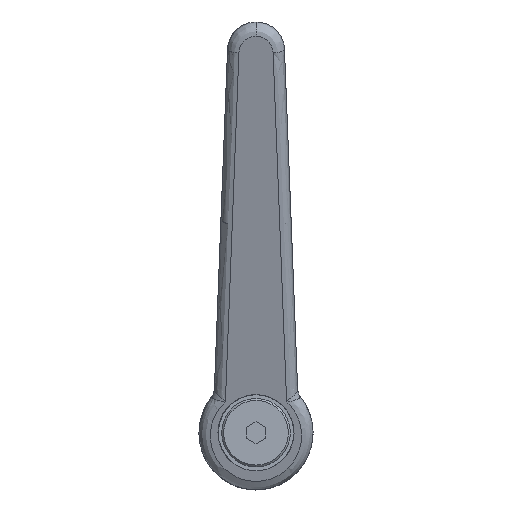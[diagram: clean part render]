
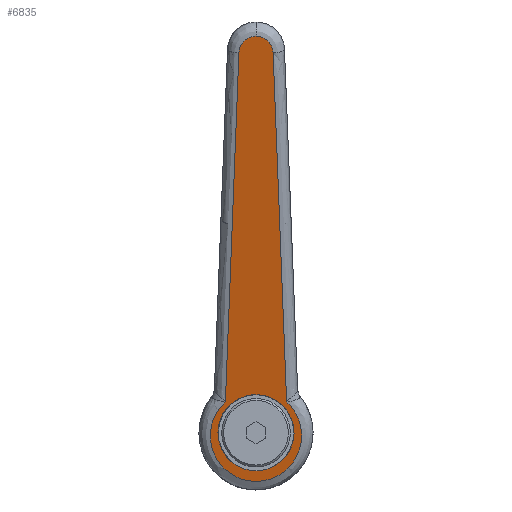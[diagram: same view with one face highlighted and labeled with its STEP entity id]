
A CAD part, top view. The second image highlights one B-rep face of the part: STEP entity #6835.
In plain terms, the highlighted free-form (B-spline) face has degree [1, 1] with [2, 2] control points.
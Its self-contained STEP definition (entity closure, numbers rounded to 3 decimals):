
#1838=CARTESIAN_POINT('',(-0.087,-10.,47.912));
#1839=VERTEX_POINT('',#1838);
#1845=CARTESIAN_POINT('',(10.,0.,50.618));
#1846=VERTEX_POINT('',#1845);
#1847=CARTESIAN_POINT('',(10.,0.,50.618));
#1848=CARTESIAN_POINT('',(10.,-10.,50.618));
#1849=CARTESIAN_POINT('',(0.,-10.0,47.935));
#1850=CARTESIAN_POINT('',(-0.044,-10.0,47.924));
#1851=CARTESIAN_POINT('',(-0.087,-10.,47.912));
#1859=(BOUNDED_CURVE()B_SPLINE_CURVE(2,(#1847,#1848,#1849,#1850,#1851),.UNSPECIFIED.,.F.,.U.)B_SPLINE_CURVE_WITH_KNOTS((3,2,3),(0.5,0.75,0.752),.UNSPECIFIED.)CURVE()GEOMETRIC_REPRESENTATION_ITEM()RATIONAL_B_SPLINE_CURVE((1.0,0.707,1.0,0.998,0.996))REPRESENTATION_ITEM(''));
#1860=EDGE_CURVE('',#1846,#1839,#1859,.T.);
#1862=CARTESIAN_POINT('',(-1.659,9.861,47.49));
#1863=VERTEX_POINT('',#1862);
#1864=CARTESIAN_POINT('',(-1.659,9.861,47.49));
#1865=CARTESIAN_POINT('',(-0.835,10.,47.711));
#1866=CARTESIAN_POINT('',(0.,10.0,47.935));
#1867=CARTESIAN_POINT('',(10.,10.,50.618));
#1868=CARTESIAN_POINT('',(10.,0.,50.618));
#1876=(BOUNDED_CURVE()B_SPLINE_CURVE(2,(#1864,#1865,#1866,#1867,#1868),.UNSPECIFIED.,.F.,.U.)B_SPLINE_CURVE_WITH_KNOTS((3,2,3),(0.221,0.25,0.5),.UNSPECIFIED.)CURVE()GEOMETRIC_REPRESENTATION_ITEM()RATIONAL_B_SPLINE_CURVE((0.941,0.967,1.0,0.707,1.0))REPRESENTATION_ITEM(''));
#1877=EDGE_CURVE('',#1863,#1846,#1876,.T.);
#1921=CARTESIAN_POINT('',(-10.,0.0,45.252));
#1922=VERTEX_POINT('',#1921);
#1923=CARTESIAN_POINT('',(-10.,0.0,45.252));
#1924=CARTESIAN_POINT('',(-10.,8.458,45.252));
#1925=CARTESIAN_POINT('',(-1.659,9.861,47.49));
#1933=(BOUNDED_CURVE()B_SPLINE_CURVE(2,(#1923,#1924,#1925),.UNSPECIFIED.,.F.,.U.)B_SPLINE_CURVE_WITH_KNOTS((3,3),(0.0,0.221),.UNSPECIFIED.)CURVE()GEOMETRIC_REPRESENTATION_ITEM()RATIONAL_B_SPLINE_CURVE((1.0,0.741,0.941))REPRESENTATION_ITEM(''));
#1934=EDGE_CURVE('',#1922,#1863,#1933,.T.);
#1936=CARTESIAN_POINT('',(-0.087,-10.,47.912));
#1937=CARTESIAN_POINT('',(-10.,-9.913,45.252));
#1938=CARTESIAN_POINT('',(-10.,0.0,45.252));
#1946=(BOUNDED_CURVE()B_SPLINE_CURVE(2,(#1936,#1937,#1938),.UNSPECIFIED.,.F.,.U.)B_SPLINE_CURVE_WITH_KNOTS((3,3),(0.752,1.0),.UNSPECIFIED.)CURVE()GEOMETRIC_REPRESENTATION_ITEM()RATIONAL_B_SPLINE_CURVE((0.996,0.709,1.0))REPRESENTATION_ITEM(''));
#1947=EDGE_CURVE('',#1839,#1922,#1946,.T.);
#4421=CARTESIAN_POINT('',(8.124,8.048,50.115));
#4422=VERTEX_POINT('',#4421);
#4953=CARTESIAN_POINT('',(8.124,-8.048,50.115));
#4954=VERTEX_POINT('',#4953);
#6422=CARTESIAN_POINT('',(8.124,8.048,50.115));
#6423=CARTESIAN_POINT('',(2.599,14.159,48.633));
#6424=CARTESIAN_POINT('',(-5.089,11.199,46.57));
#6425=CARTESIAN_POINT('',(-12.777,8.238,44.507));
#6426=CARTESIAN_POINT('',(-12.777,0.,44.507));
#6427=CARTESIAN_POINT('',(-12.777,-8.238,44.507));
#6428=CARTESIAN_POINT('',(-5.089,-11.199,46.57));
#6429=CARTESIAN_POINT('',(2.599,-14.159,48.633));
#6430=CARTESIAN_POINT('',(8.124,-8.048,50.115));
#6438=(BOUNDED_CURVE()B_SPLINE_CURVE(2,(#6422,#6423,#6424,#6425,#6426,#6427,#6428,#6429,#6430),.UNSPECIFIED.,.F.,.U.)B_SPLINE_CURVE_WITH_KNOTS((3,2,2,2,3),(0.0,0.25,0.5,0.75,1.0),.UNSPECIFIED.)CURVE()GEOMETRIC_REPRESENTATION_ITEM()RATIONAL_B_SPLINE_CURVE((1.0,0.824,1.0,0.824,1.0,0.824,1.0,0.824,1.0))REPRESENTATION_ITEM(''));
#6439=EDGE_CURVE('',#4422,#4954,#6438,.T.);
#6466=CARTESIAN_POINT('',(99.897,4.497,74.737));
#6467=VERTEX_POINT('',#6466);
#6468=CARTESIAN_POINT('',(99.897,4.497,74.737));
#6469=CARTESIAN_POINT('',(8.124,8.048,50.115));
#6470=QUASI_UNIFORM_CURVE('',1,(#6468,#6469),.UNSPECIFIED.,.F.,.U.);
#6471=EDGE_CURVE('',#6467,#4422,#6470,.T.);
#6505=CARTESIAN_POINT('',(99.897,-4.497,74.737));
#6506=VERTEX_POINT('',#6505);
#6507=CARTESIAN_POINT('',(8.124,-8.048,50.115));
#6508=CARTESIAN_POINT('',(99.897,-4.497,74.737));
#6509=QUASI_UNIFORM_CURVE('',1,(#6507,#6508),.UNSPECIFIED.,.F.,.U.);
#6510=EDGE_CURVE('',#4954,#6506,#6509,.T.);
#6582=CARTESIAN_POINT('',(104.223,0.,75.898));
#6583=VERTEX_POINT('',#6582);
#6615=CARTESIAN_POINT('',(104.223,0.,75.898));
#6616=CARTESIAN_POINT('',(104.223,4.329,75.898));
#6617=CARTESIAN_POINT('',(99.897,4.497,74.737));
#6625=(BOUNDED_CURVE()B_SPLINE_CURVE(2,(#6615,#6616,#6617),.UNSPECIFIED.,.F.,.U.)CURVE()GEOMETRIC_REPRESENTATION_ITEM()QUASI_UNIFORM_CURVE()RATIONAL_B_SPLINE_CURVE((1.0,0.721,1.0))REPRESENTATION_ITEM(''));
#6626=EDGE_CURVE('',#6583,#6467,#6625,.T.);
#6690=CARTESIAN_POINT('',(99.897,-4.497,74.737));
#6691=CARTESIAN_POINT('',(104.223,-4.329,75.898));
#6692=CARTESIAN_POINT('',(104.223,0.,75.898));
#6700=(BOUNDED_CURVE()B_SPLINE_CURVE(2,(#6690,#6691,#6692),.UNSPECIFIED.,.F.,.U.)CURVE()GEOMETRIC_REPRESENTATION_ITEM()QUASI_UNIFORM_CURVE()RATIONAL_B_SPLINE_CURVE((1.0,0.721,1.0))REPRESENTATION_ITEM(''));
#6701=EDGE_CURVE('',#6506,#6583,#6700,.T.);
#6817=CARTESIAN_POINT('',(-18.622,-13.189,42.939));
#6818=CARTESIAN_POINT('',(110.067,-13.189,77.465));
#6819=CARTESIAN_POINT('',(-18.622,13.189,42.939));
#6820=CARTESIAN_POINT('',(110.067,13.189,77.465));
#6821=B_SPLINE_SURFACE_WITH_KNOTS('',1,1,((#6817,#6819),(#6818,#6820)),.UNSPECIFIED.,.F.,.F.,.U.,(2,2),(2,2),(0.0,133.239),(0.0,26.378),.UNSPECIFIED.);
#6822=ORIENTED_EDGE('',*,*,#6471,.T.);
#6823=ORIENTED_EDGE('',*,*,#6439,.T.);
#6824=ORIENTED_EDGE('',*,*,#6510,.T.);
#6825=ORIENTED_EDGE('',*,*,#6701,.T.);
#6826=ORIENTED_EDGE('',*,*,#6626,.T.);
#6827=EDGE_LOOP('',(#6822,#6823,#6824,#6825,#6826));
#6828=FACE_OUTER_BOUND('',#6827,.T.);
#6829=ORIENTED_EDGE('',*,*,#1860,.T.);
#6830=ORIENTED_EDGE('',*,*,#1947,.T.);
#6831=ORIENTED_EDGE('',*,*,#1934,.T.);
#6832=ORIENTED_EDGE('',*,*,#1877,.T.);
#6833=EDGE_LOOP('',(#6829,#6830,#6831,#6832));
#6834=FACE_BOUND('',#6833,.T.);
#6835=ADVANCED_FACE('',(#6828,#6834),#6821,.T.);
